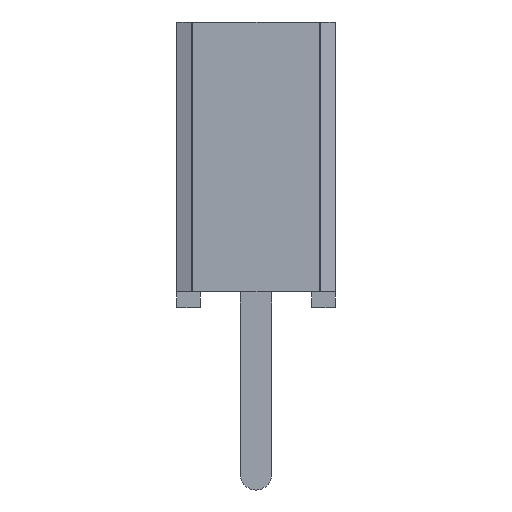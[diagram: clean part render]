
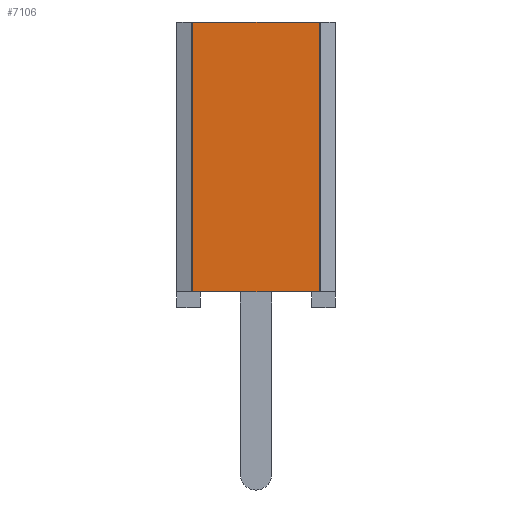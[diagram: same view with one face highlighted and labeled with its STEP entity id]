
A CAD part, left-side view. The second image highlights one B-rep face of the part: STEP entity #7106.
In plain terms, the highlighted planar face has unit normal (-1, 0, 0).
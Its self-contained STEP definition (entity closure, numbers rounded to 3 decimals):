
#7106 = ADVANCED_FACE('',(#7107),#7141,.F.);
#7107 = FACE_BOUND('',#7108,.T.);
#7108 = EDGE_LOOP('',(#7109,#7119,#7127,#7135));
#7109 = ORIENTED_EDGE('',*,*,#7110,.T.);
#7110 = EDGE_CURVE('',#7111,#7113,#7115,.T.);
#7111 = VERTEX_POINT('',#7112);
#7112 = CARTESIAN_POINT('',(-19.799,1.026,4.572));
#7113 = VERTEX_POINT('',#7114);
#7114 = CARTESIAN_POINT('',(-19.799,1.026,0.254));
#7115 = LINE('',#7116,#7117);
#7116 = CARTESIAN_POINT('',(-19.799,1.026,4.572));
#7117 = VECTOR('',#7118,1.);
#7118 = DIRECTION('',(0.,0.,-1.));
#7119 = ORIENTED_EDGE('',*,*,#7120,.T.);
#7120 = EDGE_CURVE('',#7113,#7121,#7123,.T.);
#7121 = VERTEX_POINT('',#7122);
#7122 = CARTESIAN_POINT('',(-19.799,-1.026,0.254));
#7123 = LINE('',#7124,#7125);
#7124 = CARTESIAN_POINT('',(-19.799,0.889,0.254));
#7125 = VECTOR('',#7126,1.);
#7126 = DIRECTION('',(0.,-1.,0.));
#7127 = ORIENTED_EDGE('',*,*,#7128,.T.);
#7128 = EDGE_CURVE('',#7121,#7129,#7131,.T.);
#7129 = VERTEX_POINT('',#7130);
#7130 = CARTESIAN_POINT('',(-19.799,-1.026,4.572));
#7131 = LINE('',#7132,#7133);
#7132 = CARTESIAN_POINT('',(-19.799,-1.026,4.572));
#7133 = VECTOR('',#7134,1.);
#7134 = DIRECTION('',(0.,0.,1.));
#7135 = ORIENTED_EDGE('',*,*,#7136,.F.);
#7136 = EDGE_CURVE('',#7111,#7129,#7137,.T.);
#7137 = LINE('',#7138,#7139);
#7138 = CARTESIAN_POINT('',(-19.799,1.27,4.572));
#7139 = VECTOR('',#7140,1.);
#7140 = DIRECTION('',(0.,-1.,0.));
#7141 = PLANE('',#7142);
#7142 = AXIS2_PLACEMENT_3D('',#7143,#7144,#7145);
#7143 = CARTESIAN_POINT('',(-19.799,1.27,4.572));
#7144 = DIRECTION('',(1.,0.,0.));
#7145 = DIRECTION('',(0.,1.,0.));
